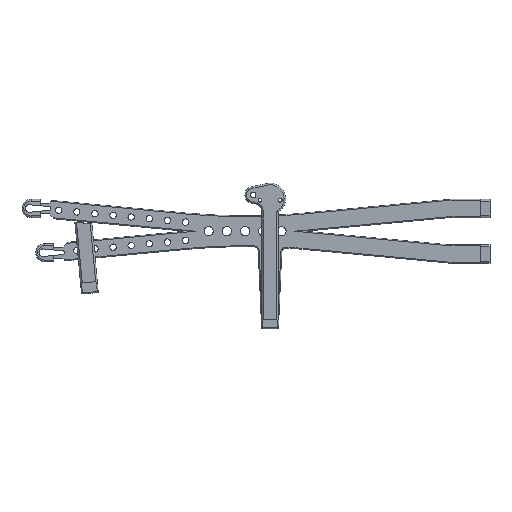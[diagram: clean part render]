
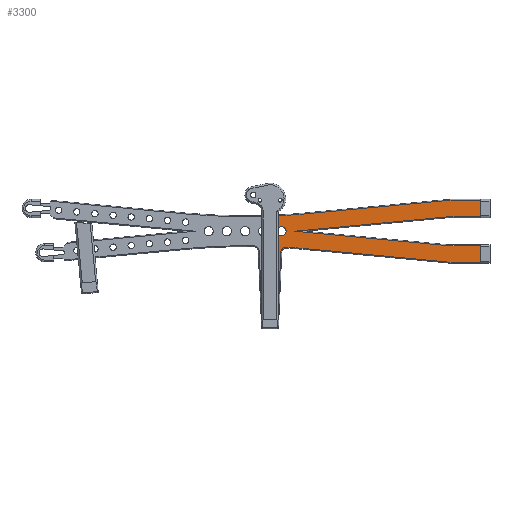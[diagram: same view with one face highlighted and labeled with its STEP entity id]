
A CAD part, top view. The second image highlights one B-rep face of the part: STEP entity #3300.
In plain terms, the highlighted planar face has unit normal (0, 0, 1).
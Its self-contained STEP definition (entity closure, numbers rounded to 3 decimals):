
#100=PLANE('',#3558);
#217=FACE_OUTER_BOUND('',#401,.T.);
#401=EDGE_LOOP('',(#2496,#2497,#2498,#2499,#2500,#2501,#2502,#2503,#2504,
#2505,#2506,#2507,#2508,#2509,#2510,#2511,#2512,#2513,#2514,#2515,#2516,
#2517,#2518,#2519,#2520));
#582=CIRCLE('',#3480,3.);
#585=CIRCLE('',#3484,348.687);
#618=CIRCLE('',#3545,348.687);
#622=CIRCLE('',#3559,2.5);
#728=LINE('',#4812,#1071);
#729=LINE('',#4816,#1072);
#732=LINE('',#4824,#1075);
#733=LINE('',#4828,#1076);
#749=LINE('',#4865,#1092);
#752=LINE('',#4880,#1095);
#760=LINE('',#4928,#1103);
#819=LINE('',#5124,#1162);
#820=LINE('',#5143,#1163);
#835=LINE('',#5181,#1178);
#836=LINE('',#5183,#1179);
#837=LINE('',#5185,#1180);
#838=LINE('',#5187,#1181);
#839=LINE('',#5188,#1182);
#840=LINE('',#5190,#1183);
#841=LINE('',#5193,#1184);
#842=LINE('',#5195,#1185);
#843=LINE('',#5197,#1186);
#844=LINE('',#5199,#1187);
#845=LINE('',#5201,#1188);
#846=LINE('',#5202,#1189);
#1071=VECTOR('',#3812,10.);
#1072=VECTOR('',#3817,10.);
#1075=VECTOR('',#3824,10.);
#1076=VECTOR('',#3829,10.);
#1092=VECTOR('',#3859,10.);
#1095=VECTOR('',#3872,10.);
#1103=VECTOR('',#3930,10.);
#1162=VECTOR('',#4101,10.);
#1163=VECTOR('',#4112,10.);
#1178=VECTOR('',#4149,10.);
#1179=VECTOR('',#4150,10.);
#1180=VECTOR('',#4151,10.);
#1181=VECTOR('',#4152,10.);
#1182=VECTOR('',#4153,10.);
#1183=VECTOR('',#4154,10.);
#1184=VECTOR('',#4157,10.);
#1185=VECTOR('',#4158,10.);
#1186=VECTOR('',#4159,10.);
#1187=VECTOR('',#4160,10.);
#1188=VECTOR('',#4161,10.);
#1189=VECTOR('',#4162,10.);
#1418=VERTEX_POINT('',#4809);
#1419=VERTEX_POINT('',#4811);
#1420=VERTEX_POINT('',#4815);
#1423=VERTEX_POINT('',#4823);
#1424=VERTEX_POINT('',#4827);
#1437=VERTEX_POINT('',#4862);
#1438=VERTEX_POINT('',#4864);
#1444=VERTEX_POINT('',#4877);
#1445=VERTEX_POINT('',#4879);
#1458=VERTEX_POINT('',#4917);
#1460=VERTEX_POINT('',#4923);
#1530=VERTEX_POINT('',#5121);
#1531=VERTEX_POINT('',#5123);
#1533=VERTEX_POINT('',#5128);
#1534=VERTEX_POINT('',#5142);
#1546=VERTEX_POINT('',#5180);
#1547=VERTEX_POINT('',#5182);
#1548=VERTEX_POINT('',#5184);
#1549=VERTEX_POINT('',#5186);
#1550=VERTEX_POINT('',#5189);
#1551=VERTEX_POINT('',#5191);
#1552=VERTEX_POINT('',#5194);
#1553=VERTEX_POINT('',#5196);
#1554=VERTEX_POINT('',#5198);
#1555=VERTEX_POINT('',#5200);
#1741=EDGE_CURVE('',#1418,#1419,#728,.T.);
#1743=EDGE_CURVE('',#1419,#1420,#729,.T.);
#1747=EDGE_CURVE('',#1420,#1423,#732,.T.);
#1749=EDGE_CURVE('',#1423,#1424,#733,.T.);
#1767=EDGE_CURVE('',#1437,#1438,#749,.T.);
#1774=EDGE_CURVE('',#1444,#1445,#752,.T.);
#1794=EDGE_CURVE('',#1458,#1444,#582,.T.);
#1797=EDGE_CURVE('',#1460,#1458,#585,.T.);
#1799=EDGE_CURVE('',#1438,#1460,#760,.T.);
#1893=EDGE_CURVE('',#1530,#1531,#819,.T.);
#1896=EDGE_CURVE('',#1533,#1530,#618,.T.);
#1898=EDGE_CURVE('',#1531,#1534,#820,.T.);
#1917=EDGE_CURVE('',#1418,#1546,#835,.T.);
#1918=EDGE_CURVE('',#1546,#1547,#836,.T.);
#1919=EDGE_CURVE('',#1548,#1547,#837,.T.);
#1920=EDGE_CURVE('',#1549,#1548,#838,.T.);
#1921=EDGE_CURVE('',#1549,#1534,#839,.T.);
#1922=EDGE_CURVE('',#1533,#1550,#840,.T.);
#1923=EDGE_CURVE('',#1550,#1551,#622,.T.);
#1924=EDGE_CURVE('',#1551,#1445,#841,.T.);
#1925=EDGE_CURVE('',#1437,#1552,#842,.T.);
#1926=EDGE_CURVE('',#1552,#1553,#843,.T.);
#1927=EDGE_CURVE('',#1554,#1553,#844,.T.);
#1928=EDGE_CURVE('',#1554,#1555,#845,.T.);
#1929=EDGE_CURVE('',#1555,#1424,#846,.T.);
#2496=ORIENTED_EDGE('',*,*,#1741,.F.);
#2497=ORIENTED_EDGE('',*,*,#1917,.T.);
#2498=ORIENTED_EDGE('',*,*,#1918,.T.);
#2499=ORIENTED_EDGE('',*,*,#1919,.F.);
#2500=ORIENTED_EDGE('',*,*,#1920,.F.);
#2501=ORIENTED_EDGE('',*,*,#1921,.T.);
#2502=ORIENTED_EDGE('',*,*,#1898,.F.);
#2503=ORIENTED_EDGE('',*,*,#1893,.F.);
#2504=ORIENTED_EDGE('',*,*,#1896,.F.);
#2505=ORIENTED_EDGE('',*,*,#1922,.T.);
#2506=ORIENTED_EDGE('',*,*,#1923,.T.);
#2507=ORIENTED_EDGE('',*,*,#1924,.T.);
#2508=ORIENTED_EDGE('',*,*,#1774,.F.);
#2509=ORIENTED_EDGE('',*,*,#1794,.F.);
#2510=ORIENTED_EDGE('',*,*,#1797,.F.);
#2511=ORIENTED_EDGE('',*,*,#1799,.F.);
#2512=ORIENTED_EDGE('',*,*,#1767,.F.);
#2513=ORIENTED_EDGE('',*,*,#1925,.T.);
#2514=ORIENTED_EDGE('',*,*,#1926,.T.);
#2515=ORIENTED_EDGE('',*,*,#1927,.F.);
#2516=ORIENTED_EDGE('',*,*,#1928,.T.);
#2517=ORIENTED_EDGE('',*,*,#1929,.T.);
#2518=ORIENTED_EDGE('',*,*,#1749,.F.);
#2519=ORIENTED_EDGE('',*,*,#1747,.F.);
#2520=ORIENTED_EDGE('',*,*,#1743,.F.);
#3300=ADVANCED_FACE('',(#217),#100,.T.);
#3480=AXIS2_PLACEMENT_3D('',#4919,#3916,#3917);
#3484=AXIS2_PLACEMENT_3D('',#4925,#3924,#3925);
#3545=AXIS2_PLACEMENT_3D('',#5139,#4106,#4107);
#3558=AXIS2_PLACEMENT_3D('',#5179,#4147,#4148);
#3559=AXIS2_PLACEMENT_3D('',#5192,#4155,#4156);
#3812=DIRECTION('',(-1.,0.,0.));
#3817=DIRECTION('',(-0.996,-0.093,0.));
#3824=DIRECTION('',(0.996,-0.093,0.));
#3829=DIRECTION('',(1.,0.,0.));
#3859=DIRECTION('',(-1.,0.,0.));
#3872=DIRECTION('',(-0.044,-0.999,0.));
#3916=DIRECTION('center_axis',(0.,0.,1.));
#3917=DIRECTION('ref_axis',(-0.667,0.745,0.));
#3924=DIRECTION('center_axis',(0.,0.,1.));
#3925=DIRECTION('ref_axis',(0.079,0.997,0.));
#3930=DIRECTION('',(-0.996,0.093,0.));
#4101=DIRECTION('',(0.996,0.093,0.));
#4106=DIRECTION('center_axis',(0.,0.,1.));
#4107=DIRECTION('ref_axis',(0.073,-0.997,0.));
#4112=DIRECTION('',(1.,0.,0.));
#4147=DIRECTION('center_axis',(0.,0.,1.));
#4148=DIRECTION('ref_axis',(1.,0.,0.));
#4149=DIRECTION('',(0.,1.,0.));
#4150=DIRECTION('',(1.,0.,0.));
#4151=DIRECTION('',(0.,-1.,0.));
#4152=DIRECTION('',(1.,0.,0.));
#4153=DIRECTION('',(0.,1.,0.));
#4154=DIRECTION('',(0.,-1.,0.));
#4155=DIRECTION('center_axis',(0.,0.,-1.));
#4156=DIRECTION('ref_axis',(1.,0.,0.));
#4157=DIRECTION('',(0.,-1.,0.));
#4158=DIRECTION('',(0.,1.,0.));
#4159=DIRECTION('',(1.,0.,0.));
#4160=DIRECTION('',(0.,-1.,0.));
#4161=DIRECTION('',(-1.,0.,0.));
#4162=DIRECTION('',(0.,1.,0.));
#4809=CARTESIAN_POINT('',(242.,-9.5,1.));
#4811=CARTESIAN_POINT('',(224.977,-9.5,1.));
#4812=CARTESIAN_POINT('',(173.,-9.5,1.));
#4815=CARTESIAN_POINT('',(139.643,-17.5,1.));
#4816=CARTESIAN_POINT('',(133.058,-18.117,1.));
#4823=CARTESIAN_POINT('',(224.977,-25.5,1.));
#4824=CARTESIAN_POINT('',(173.058,-20.633,1.));
#4827=CARTESIAN_POINT('',(242.,-25.5,1.));
#4828=CARTESIAN_POINT('',(181.5,-25.5,1.));
#4862=CARTESIAN_POINT('',(242.,-34.5,1.));
#4864=CARTESIAN_POINT('',(225.023,-34.5,1.));
#4865=CARTESIAN_POINT('',(173.,-34.5,1.));
#4877=CARTESIAN_POINT('',(132.134,-29.091,1.));
#4879=CARTESIAN_POINT('',(130.8,-59.636,1.));
#4880=CARTESIAN_POINT('',(131.459,-44.542,1.));
#4917=CARTESIAN_POINT('',(135.327,-26.228,1.));
#4919=CARTESIAN_POINT('Origin',(135.131,-29.221,1.));
#4923=CARTESIAN_POINT('',(145.047,-27.002,1.));
#4925=CARTESIAN_POINT('Origin',(112.5,-374.167,1.));
#4928=CARTESIAN_POINT('',(132.687,-25.843,1.));
#5121=CARTESIAN_POINT('',(145.047,-7.998,1.));
#5123=CARTESIAN_POINT('',(225.023,-0.5,1.));
#5124=CARTESIAN_POINT('',(172.687,-5.407,1.));
#5128=CARTESIAN_POINT('',(130.8,-9.04,1.));
#5139=CARTESIAN_POINT('Origin',(112.5,339.167,1.));
#5142=CARTESIAN_POINT('',(242.,-0.5,1.));
#5143=CARTESIAN_POINT('',(181.5,-0.5,1.));
#5179=CARTESIAN_POINT('Origin',(121.,-17.5,1.));
#5180=CARTESIAN_POINT('',(242.,-8.2,1.));
#5181=CARTESIAN_POINT('',(242.,-10.,1.));
#5182=CARTESIAN_POINT('',(247.,-8.2,1.));
#5183=CARTESIAN_POINT('',(242.,-8.2,1.));
#5184=CARTESIAN_POINT('',(247.,-1.8,1.));
#5185=CARTESIAN_POINT('',(247.,-7.5,1.));
#5186=CARTESIAN_POINT('',(242.,-1.8,1.));
#5187=CARTESIAN_POINT('',(242.,-1.8,1.));
#5188=CARTESIAN_POINT('',(242.,-10.,1.));
#5189=CARTESIAN_POINT('',(130.8,-15.667,1.));
#5190=CARTESIAN_POINT('',(130.8,-41.774,1.));
#5191=CARTESIAN_POINT('',(130.8,-19.333,1.));
#5192=CARTESIAN_POINT('Origin',(132.5,-17.5,1.));
#5193=CARTESIAN_POINT('',(130.8,-41.774,1.));
#5194=CARTESIAN_POINT('',(242.,-33.2,1.));
#5195=CARTESIAN_POINT('',(242.,-35.,1.));
#5196=CARTESIAN_POINT('',(247.,-33.2,1.));
#5197=CARTESIAN_POINT('',(242.,-33.2,1.));
#5198=CARTESIAN_POINT('',(247.,-26.8,1.));
#5199=CARTESIAN_POINT('',(247.,-32.5,1.));
#5200=CARTESIAN_POINT('',(242.,-26.8,1.));
#5201=CARTESIAN_POINT('',(247.,-26.8,1.));
#5202=CARTESIAN_POINT('',(242.,-35.,1.));
